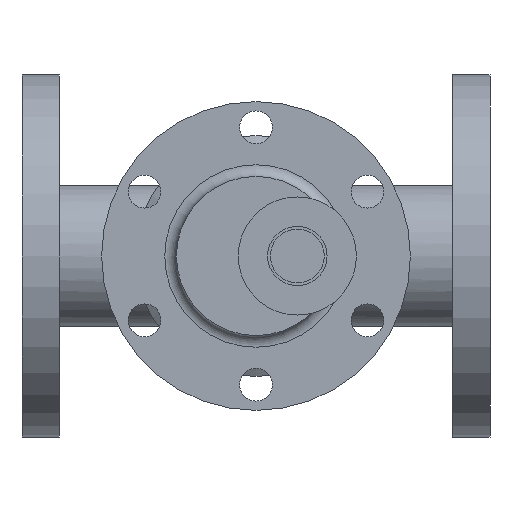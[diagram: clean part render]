
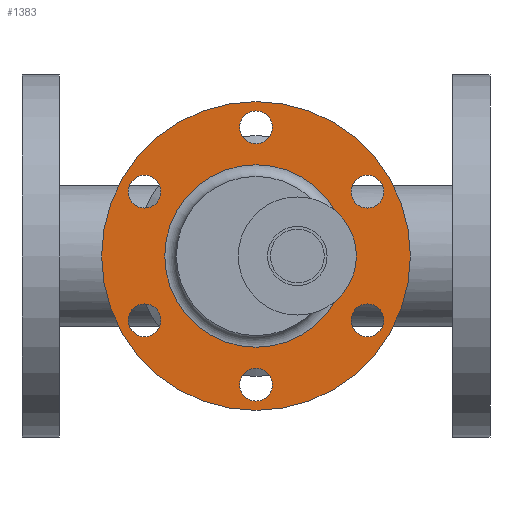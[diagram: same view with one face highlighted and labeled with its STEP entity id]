
A CAD part, left-side view. The second image highlights one B-rep face of the part: STEP entity #1383.
In plain terms, the highlighted planar face has unit normal (-1, 0, 0).
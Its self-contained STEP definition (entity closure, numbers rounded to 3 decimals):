
#106=FACE_BOUND('',#367,.T.);
#107=FACE_BOUND('',#368,.T.);
#108=FACE_BOUND('',#369,.T.);
#109=FACE_BOUND('',#370,.T.);
#110=FACE_BOUND('',#371,.T.);
#111=FACE_BOUND('',#372,.T.);
#112=FACE_BOUND('',#373,.T.);
#132=PLANE('',#1599);
#213=FACE_OUTER_BOUND('',#366,.T.);
#366=EDGE_LOOP('',(#1240));
#367=EDGE_LOOP('',(#1241));
#368=EDGE_LOOP('',(#1242));
#369=EDGE_LOOP('',(#1243));
#370=EDGE_LOOP('',(#1244));
#371=EDGE_LOOP('',(#1245));
#372=EDGE_LOOP('',(#1246));
#373=EDGE_LOOP('',(#1247));
#575=CIRCLE('',#1558,7.);
#577=CIRCLE('',#1561,7.);
#579=CIRCLE('',#1564,7.);
#581=CIRCLE('',#1567,7.);
#583=CIRCLE('',#1570,7.);
#585=CIRCLE('',#1573,7.);
#593=CIRCLE('',#1588,39.);
#599=CIRCLE('',#1598,66.);
#693=VERTEX_POINT('',#2605);
#695=VERTEX_POINT('',#2611);
#697=VERTEX_POINT('',#2617);
#699=VERTEX_POINT('',#2623);
#701=VERTEX_POINT('',#2629);
#703=VERTEX_POINT('',#2635);
#711=VERTEX_POINT('',#2663);
#716=VERTEX_POINT('',#2679);
#857=EDGE_CURVE('',#693,#693,#575,.T.);
#860=EDGE_CURVE('',#695,#695,#577,.T.);
#863=EDGE_CURVE('',#697,#697,#579,.T.);
#866=EDGE_CURVE('',#699,#699,#581,.T.);
#869=EDGE_CURVE('',#701,#701,#583,.T.);
#872=EDGE_CURVE('',#703,#703,#585,.T.);
#885=EDGE_CURVE('',#711,#711,#593,.T.);
#892=EDGE_CURVE('',#716,#716,#599,.T.);
#1240=ORIENTED_EDGE('',*,*,#892,.T.);
#1241=ORIENTED_EDGE('',*,*,#857,.T.);
#1242=ORIENTED_EDGE('',*,*,#860,.T.);
#1243=ORIENTED_EDGE('',*,*,#863,.T.);
#1244=ORIENTED_EDGE('',*,*,#866,.T.);
#1245=ORIENTED_EDGE('',*,*,#869,.T.);
#1246=ORIENTED_EDGE('',*,*,#872,.T.);
#1247=ORIENTED_EDGE('',*,*,#885,.F.);
#1383=ADVANCED_FACE('',(#213,#106,#107,#108,#109,#110,#111,#112),#132,.T.);
#1558=AXIS2_PLACEMENT_3D('',#2606,#1946,#1947);
#1561=AXIS2_PLACEMENT_3D('',#2612,#1953,#1954);
#1564=AXIS2_PLACEMENT_3D('',#2618,#1960,#1961);
#1567=AXIS2_PLACEMENT_3D('',#2624,#1967,#1968);
#1570=AXIS2_PLACEMENT_3D('',#2630,#1974,#1975);
#1573=AXIS2_PLACEMENT_3D('',#2636,#1981,#1982);
#1588=AXIS2_PLACEMENT_3D('',#2664,#2016,#2017);
#1598=AXIS2_PLACEMENT_3D('',#2680,#2037,#2038);
#1599=AXIS2_PLACEMENT_3D('',#2682,#2040,#2041);
#1946=DIRECTION('center_axis',(1.,0.,0.));
#1947=DIRECTION('ref_axis',(0.,0.,1.));
#1953=DIRECTION('center_axis',(1.,0.,0.));
#1954=DIRECTION('ref_axis',(0.,0.,1.));
#1960=DIRECTION('center_axis',(1.,0.,0.));
#1961=DIRECTION('ref_axis',(0.,0.,1.));
#1967=DIRECTION('center_axis',(1.,0.,0.));
#1968=DIRECTION('ref_axis',(0.,0.,1.));
#1974=DIRECTION('center_axis',(1.,0.,0.));
#1975=DIRECTION('ref_axis',(0.,0.,1.));
#1981=DIRECTION('center_axis',(1.,0.,0.));
#1982=DIRECTION('ref_axis',(0.,0.,1.));
#2016=DIRECTION('center_axis',(-1.,0.,0.));
#2017=DIRECTION('ref_axis',(0.,0.,1.));
#2037=DIRECTION('center_axis',(-1.,0.,0.));
#2038=DIRECTION('ref_axis',(0.,0.,1.));
#2040=DIRECTION('center_axis',(-1.,0.,0.));
#2041=DIRECTION('ref_axis',(0.,0.,1.));
#2605=CARTESIAN_POINT('',(-1020.,47.631,-34.5));
#2606=CARTESIAN_POINT('Origin',(-1020.,47.631,-27.5));
#2611=CARTESIAN_POINT('',(-1020.,47.631,20.5));
#2612=CARTESIAN_POINT('Origin',(-1020.,47.631,27.5));
#2617=CARTESIAN_POINT('',(-1020.,-47.631,-34.5));
#2618=CARTESIAN_POINT('Origin',(-1020.,-47.631,-27.5));
#2623=CARTESIAN_POINT('',(-1020.,0.,-62.));
#2624=CARTESIAN_POINT('Origin',(-1020.,0.,
-55.));
#2629=CARTESIAN_POINT('',(-1020.,0.,48.));
#2630=CARTESIAN_POINT('Origin',(-1020.,0.,
55.));
#2635=CARTESIAN_POINT('',(-1020.,-47.631,20.5));
#2636=CARTESIAN_POINT('Origin',(-1020.,-47.631,27.5));
#2663=CARTESIAN_POINT('',(-1020.,0.,-39.));
#2664=CARTESIAN_POINT('Origin',(-1020.,0.,0.));
#2679=CARTESIAN_POINT('',(-1020.,-66.,0.));
#2680=CARTESIAN_POINT('Origin',(-1020.,0.,0.));
#2682=CARTESIAN_POINT('Origin',(-1020.,39.,0.));
